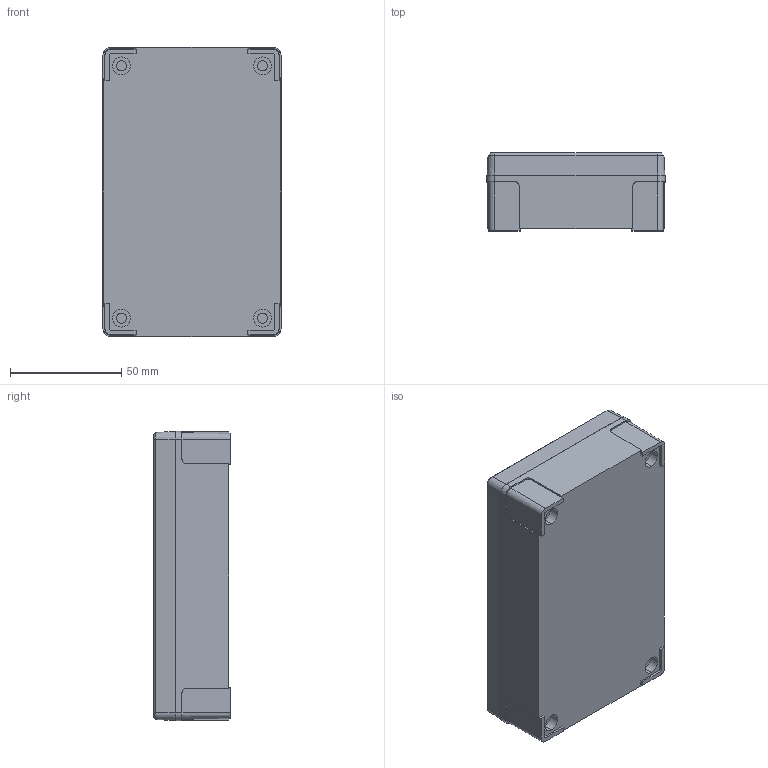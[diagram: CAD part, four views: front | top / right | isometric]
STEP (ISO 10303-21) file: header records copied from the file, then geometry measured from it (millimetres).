
FILE_DESCRIPTION (( 'STEP AP214' ), '1' );
FILE_NAME ('6012301_FIBOX_MNX_PC_100_35_LG.STEP', '2023-02-16T12:57:47', ( '' ), ( '' ), 'SwSTEP 2.0', 'SolidWorks 2021', '' );
FILE_SCHEMA (( 'AUTOMOTIVE_DESIGN' ));
Length unit declared in the file: millimetre
Products named in the file (4): FIBOX_MNX100LB; FIBOX_MNX10010C; FIBOX_MNXSS14550L; 6012301_FIBOX_MNX_PC_100_35_LG
Assembly tree (6 placements, depth 2):
  6012301_FIBOX_MNX_PC_100_35_LG
    FIBOX_MNX100LB
    FIBOX_MNX10010C
    FIBOX_MNXSS14550L  x4
Bounding box: 80.1 x 35 x 130.1 mm (x, y, z)
Volume: 111897.5 mm3; surface area: 74851.3 mm2
Topology: 6 solids, 6 shells, 450 faces, 1125 edges, 742 vertices
Faces by surface type: plane 274, cylinder 136, cone 40
Entity records: 11235 total; most frequent: CARTESIAN_POINT 2050, DIRECTION 1923, ORIENTED_EDGE 1842, EDGE_CURVE 921, AXIS2_PLACEMENT_3D 675, VERTEX_POINT 610, LINE 573, VECTOR 573
